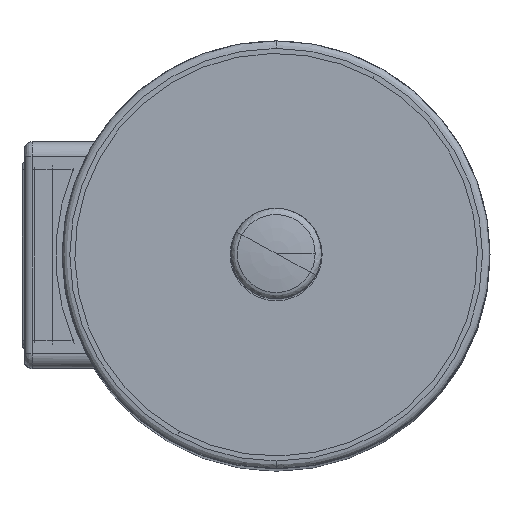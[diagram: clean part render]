
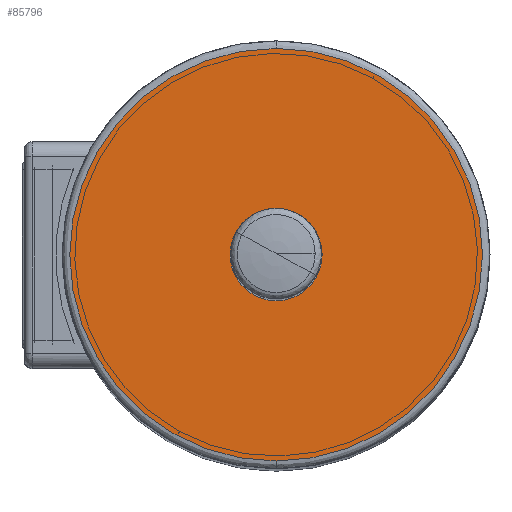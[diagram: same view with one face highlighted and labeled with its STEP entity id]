
A CAD part, top view. The second image highlights one B-rep face of the part: STEP entity #85796.
In plain terms, the highlighted planar face has unit normal (0, 0, 1).
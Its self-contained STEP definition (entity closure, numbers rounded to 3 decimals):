
#85281=CARTESIAN_POINT(' ',(0.,-41.,245.));
#85282=VERTEX_POINT(' ',#85281);
#85326=CARTESIAN_POINT(' ',(0.,41.,245.));
#85327=VERTEX_POINT(' ',#85326);
#85341=CARTESIAN_POINT(' ',(0.,0.,245.));
#85346=DIRECTION(' ',(0.,0.,1.));
#85351=DIRECTION(' ',(0.,-1.,0.));
#85356=AXIS2_PLACEMENT_3D(' ',#85341,#85346,#85351);
#85361=CIRCLE('',#85356,41.);
#85366=EDGE_CURVE(' ',#85282,#85327,#85361,.T.);
#85611=CARTESIAN_POINT(' ',(0.,0.,245.));
#85616=DIRECTION(' ',(0.,0.,1.));
#85621=DIRECTION(' ',(0.,1.,0.));
#85626=AXIS2_PLACEMENT_3D(' ',#85611,#85616,#85621);
#85631=CIRCLE('',#85626,41.);
#85636=EDGE_CURVE(' ',#85327,#85282,#85631,.T.);
#85661=DIRECTION(' ',(0.,0.,1.));
#85666=CARTESIAN_POINT(' ',(-41.454,-41.,245.));
#85671=DIRECTION(' ',(1.,0.,0.));
#85676=AXIS2_PLACEMENT_3D(' ',#85666,#85661,#85671);
#85681=PLANE('',#85676);
#85686=ORIENTED_EDGE(' ',*,*,#85636,.T.);
#85691=ORIENTED_EDGE(' ',*,*,#85366,.T.);
#85696=EDGE_LOOP(' ',(#85686,#85691));
#85701=FACE_OUTER_BOUND(' ',#85696,.T.);
#85706=CARTESIAN_POINT(' ',(0.,0.,245.));
#85711=DIRECTION(' ',(0.,0.,1.));
#85716=DIRECTION(' ',(0.,-1.,0.));
#85721=AXIS2_PLACEMENT_3D(' ',#85706,#85711,#85716);
#85726=CIRCLE('',#85721,9.15);
#85731=CARTESIAN_POINT(' ',(0.,-9.15,245.));
#85732=VERTEX_POINT(' ',#85731);
#85736=CARTESIAN_POINT(' ',(0.,9.15,245.));
#85737=VERTEX_POINT(' ',#85736);
#85741=EDGE_CURVE(' ',#85732,#85737,#85726,.T.);
#85746=ORIENTED_EDGE(' ',*,*,#85741,.F.);
#85751=CARTESIAN_POINT(' ',(0.,0.,245.));
#85756=DIRECTION(' ',(-0.,0.,1.));
#85761=DIRECTION(' ',(0.,1.,0.));
#85766=AXIS2_PLACEMENT_3D(' ',#85751,#85756,#85761);
#85771=CIRCLE('',#85766,9.15);
#85776=EDGE_CURVE(' ',#85737,#85732,#85771,.T.);
#85781=ORIENTED_EDGE(' ',*,*,#85776,.F.);
#85786=EDGE_LOOP(' ',(#85746,#85781));
#85791=FACE_BOUND(' ',#85786,.T.);
#85796=ADVANCED_FACE('',(#85701,#85791),#85681,.T.);
